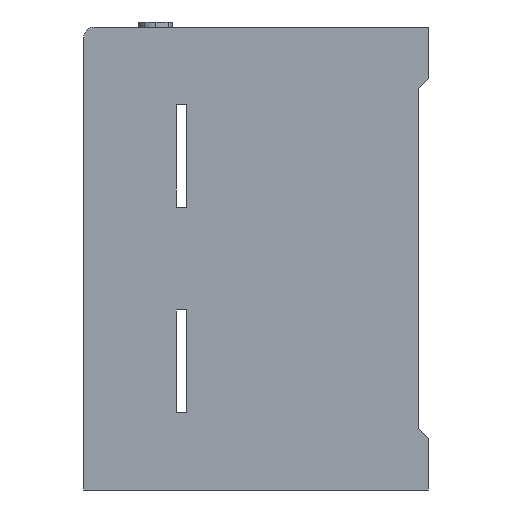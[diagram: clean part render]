
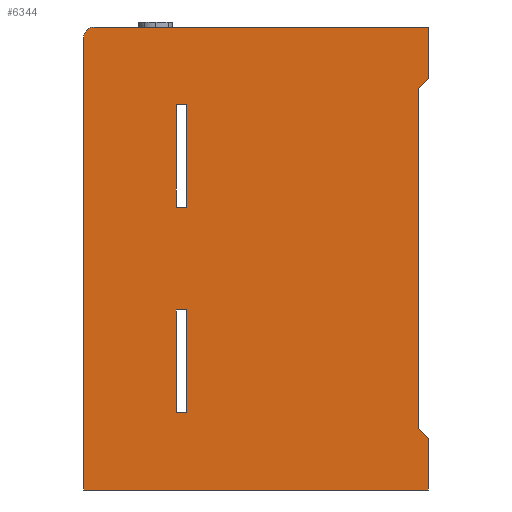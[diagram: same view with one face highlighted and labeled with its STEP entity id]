
A CAD part, left-side view. The second image highlights one B-rep face of the part: STEP entity #6344.
In plain terms, the highlighted planar face has unit normal (-1, 0, 0).
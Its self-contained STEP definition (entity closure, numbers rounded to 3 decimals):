
#28=CIRCLE('',#6572,2.);
#55=FACE_BOUND('',#869,.T.);
#56=FACE_BOUND('',#870,.T.);
#237=PLANE('',#6573);
#541=FACE_OUTER_BOUND('',#868,.T.);
#868=EDGE_LOOP('',(#5524,#5525,#5526,#5527,#5528,#5529,#5530,#5531,#5532));
#869=EDGE_LOOP('',(#5533,#5534,#5535,#5536));
#870=EDGE_LOOP('',(#5537,#5538,#5539,#5540));
#1265=LINE('',#10327,#1909);
#1357=LINE('',#10525,#2001);
#1360=LINE('',#10531,#2004);
#1364=LINE('',#10538,#2008);
#1367=LINE('',#10546,#2011);
#1370=LINE('',#10552,#2014);
#1374=LINE('',#10559,#2018);
#1408=LINE('',#10626,#2052);
#1409=LINE('',#10627,#2053);
#1440=LINE('',#10685,#2084);
#1452=LINE('',#10709,#2096);
#1456=LINE('',#10717,#2100);
#1458=LINE('',#10720,#2102);
#1469=LINE('',#10738,#2113);
#1521=LINE('',#10853,#2165);
#1522=LINE('',#10854,#2166);
#1909=VECTOR('',#7174,10.);
#2001=VECTOR('',#7320,10.);
#2004=VECTOR('',#7325,10.);
#2008=VECTOR('',#7331,10.);
#2011=VECTOR('',#7336,10.);
#2014=VECTOR('',#7341,10.);
#2018=VECTOR('',#7347,10.);
#2052=VECTOR('',#7403,10.);
#2053=VECTOR('',#7404,10.);
#2084=VECTOR('',#7443,10.);
#2096=VECTOR('',#7463,10.);
#2100=VECTOR('',#7471,10.);
#2102=VECTOR('',#7475,10.);
#2113=VECTOR('',#7494,10.);
#2165=VECTOR('',#7610,10.);
#2166=VECTOR('',#7611,10.);
#2800=VERTEX_POINT('',#10323);
#2802=VERTEX_POINT('',#10326);
#2880=VERTEX_POINT('',#10522);
#2881=VERTEX_POINT('',#10524);
#2883=VERTEX_POINT('',#10530);
#2885=VERTEX_POINT('',#10536);
#2888=VERTEX_POINT('',#10543);
#2889=VERTEX_POINT('',#10545);
#2891=VERTEX_POINT('',#10551);
#2893=VERTEX_POINT('',#10557);
#2937=VERTEX_POINT('',#10683);
#2938=VERTEX_POINT('',#10684);
#2945=VERTEX_POINT('',#10706);
#2946=VERTEX_POINT('',#10708);
#2948=VERTEX_POINT('',#10716);
#2981=VERTEX_POINT('',#10848);
#2982=VERTEX_POINT('',#10852);
#3588=EDGE_CURVE('',#2800,#2802,#1265,.T.);
#3684=EDGE_CURVE('',#2881,#2880,#1357,.T.);
#3687=EDGE_CURVE('',#2883,#2881,#1360,.T.);
#3691=EDGE_CURVE('',#2880,#2885,#1364,.T.);
#3694=EDGE_CURVE('',#2889,#2888,#1367,.T.);
#3697=EDGE_CURVE('',#2891,#2889,#1370,.T.);
#3701=EDGE_CURVE('',#2888,#2893,#1374,.T.);
#3737=EDGE_CURVE('',#2893,#2891,#1408,.T.);
#3738=EDGE_CURVE('',#2885,#2883,#1409,.T.);
#3769=EDGE_CURVE('',#2937,#2938,#1440,.T.);
#3781=EDGE_CURVE('',#2945,#2946,#1452,.T.);
#3785=EDGE_CURVE('',#2938,#2948,#1456,.T.);
#3787=EDGE_CURVE('',#2802,#2945,#1458,.T.);
#3798=EDGE_CURVE('',#2946,#2937,#1469,.T.);
#3854=EDGE_CURVE('',#2981,#2800,#28,.T.);
#3856=EDGE_CURVE('',#2982,#2981,#1521,.T.);
#3857=EDGE_CURVE('',#2948,#2982,#1522,.T.);
#5524=ORIENTED_EDGE('',*,*,#3854,.F.);
#5525=ORIENTED_EDGE('',*,*,#3856,.F.);
#5526=ORIENTED_EDGE('',*,*,#3857,.F.);
#5527=ORIENTED_EDGE('',*,*,#3785,.F.);
#5528=ORIENTED_EDGE('',*,*,#3769,.F.);
#5529=ORIENTED_EDGE('',*,*,#3798,.F.);
#5530=ORIENTED_EDGE('',*,*,#3781,.F.);
#5531=ORIENTED_EDGE('',*,*,#3787,.F.);
#5532=ORIENTED_EDGE('',*,*,#3588,.F.);
#5533=ORIENTED_EDGE('',*,*,#3684,.T.);
#5534=ORIENTED_EDGE('',*,*,#3691,.T.);
#5535=ORIENTED_EDGE('',*,*,#3738,.T.);
#5536=ORIENTED_EDGE('',*,*,#3687,.T.);
#5537=ORIENTED_EDGE('',*,*,#3701,.T.);
#5538=ORIENTED_EDGE('',*,*,#3737,.T.);
#5539=ORIENTED_EDGE('',*,*,#3697,.T.);
#5540=ORIENTED_EDGE('',*,*,#3694,.T.);
#6344=ADVANCED_FACE('',(#541,#55,#56),#237,.T.);
#6572=AXIS2_PLACEMENT_3D('',#10849,#7605,#7606);
#6573=AXIS2_PLACEMENT_3D('',#10851,#7608,#7609);
#7174=DIRECTION('',(0.,-1.,0.));
#7320=DIRECTION('',(0.,0.,1.));
#7325=DIRECTION('',(0.,1.,0.));
#7331=DIRECTION('',(0.,-1.,0.));
#7336=DIRECTION('',(0.,0.,1.));
#7341=DIRECTION('',(0.,1.,0.));
#7347=DIRECTION('',(0.,-1.,0.));
#7403=DIRECTION('',(0.,0.,-1.));
#7404=DIRECTION('',(0.,0.,-1.));
#7443=DIRECTION('',(0.,-0.707,-0.707));
#7463=DIRECTION('',(0.,0.707,-0.707));
#7471=DIRECTION('',(0.,0.,-1.));
#7475=DIRECTION('',(0.,0.,-1.));
#7494=DIRECTION('',(0.,0.,-1.));
#7605=DIRECTION('center_axis',(1.,0.,0.));
#7606=DIRECTION('ref_axis',(0.,0.707,0.707));
#7608=DIRECTION('center_axis',(-1.,0.,0.));
#7609=DIRECTION('ref_axis',(0.,0.,1.));
#7610=DIRECTION('',(0.,0.,1.));
#7611=DIRECTION('',(0.,1.,0.));
#10323=CARTESIAN_POINT('',(-73.,63.,45.));
#10326=CARTESIAN_POINT('',(-73.,-2.,45.));
#10327=CARTESIAN_POINT('',(-73.,0.,45.));
#10522=CARTESIAN_POINT('',(-73.,47.,30.));
#10524=CARTESIAN_POINT('',(-73.,47.,10.));
#10525=CARTESIAN_POINT('',(-73.,47.,-17.5));
#10530=CARTESIAN_POINT('',(-73.,45.,10.));
#10531=CARTESIAN_POINT('',(-73.,22.5,10.));
#10536=CARTESIAN_POINT('',(-73.,45.,30.));
#10538=CARTESIAN_POINT('',(-73.,23.5,30.));
#10543=CARTESIAN_POINT('',(-73.,47.,-10.));
#10545=CARTESIAN_POINT('',(-73.,47.,-30.));
#10546=CARTESIAN_POINT('',(-73.,47.,-37.5));
#10551=CARTESIAN_POINT('',(-73.,45.,-30.));
#10552=CARTESIAN_POINT('',(-73.,22.5,-30.));
#10557=CARTESIAN_POINT('',(-73.,45.,-10.));
#10559=CARTESIAN_POINT('',(-73.,23.5,-10.));
#10626=CARTESIAN_POINT('',(-73.,45.,-27.5));
#10627=CARTESIAN_POINT('',(-73.,45.,-7.5));
#10683=CARTESIAN_POINT('',(-73.,0.,-33.));
#10684=CARTESIAN_POINT('',(-73.,-2.,-35.));
#10685=CARTESIAN_POINT('',(-73.,-3.5,-36.5));
#10706=CARTESIAN_POINT('',(-73.,-2.,35.));
#10708=CARTESIAN_POINT('',(-73.,0.,33.));
#10709=CARTESIAN_POINT('',(-73.,19.,14.));
#10716=CARTESIAN_POINT('',(-73.,-2.,-45.));
#10717=CARTESIAN_POINT('',(-73.,-2.,-35.));
#10720=CARTESIAN_POINT('',(-73.,-2.,45.));
#10738=CARTESIAN_POINT('',(-73.,0.,45.));
#10848=CARTESIAN_POINT('',(-73.,65.,43.));
#10849=CARTESIAN_POINT('Origin',(-73.,63.,43.));
#10851=CARTESIAN_POINT('Origin',(-73.,0.,-45.));
#10852=CARTESIAN_POINT('',(-73.,65.,-45.));
#10853=CARTESIAN_POINT('',(-73.,65.,45.));
#10854=CARTESIAN_POINT('',(-73.,0.,-45.));
